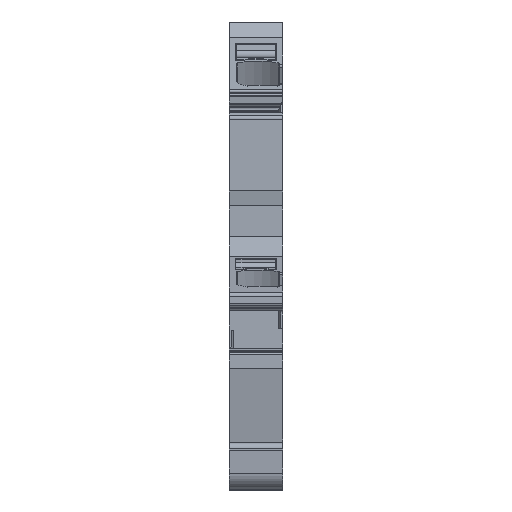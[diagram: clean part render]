
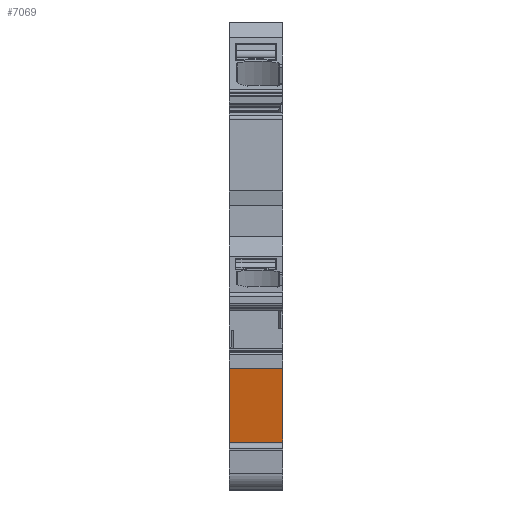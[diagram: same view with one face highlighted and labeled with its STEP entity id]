
A CAD part, front view. The second image highlights one B-rep face of the part: STEP entity #7069.
In plain terms, the highlighted planar face has unit normal (0, -0.985, -0.171).
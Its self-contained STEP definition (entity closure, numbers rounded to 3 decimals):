
#7042=AXIS2_PLACEMENT_3D('Plane Axis2P3D',#7039,#7040,#7041) ;
#7017=CARTESIAN_POINT('Vertex',(0.,1.458,13.86)) ;
#7020=CARTESIAN_POINT('Line Origine',(3.05,1.458,13.86)) ;
#7024=CARTESIAN_POINT('Vertex',(6.1,1.458,13.86)) ;
#7039=CARTESIAN_POINT('Axis2P3D Location',(3.95,1.458,13.86)) ;
#7044=CARTESIAN_POINT('Line Origine',(3.05,3.074,4.545)) ;
#7048=CARTESIAN_POINT('Vertex',(0.,3.074,4.545)) ;
#7050=CARTESIAN_POINT('Vertex',(6.1,3.074,4.545)) ;
#7053=CARTESIAN_POINT('Line Origine',(6.1,2.266,9.202)) ;
#7058=CARTESIAN_POINT('Line Origine',(0.,2.266,9.202)) ;
#7021=DIRECTION('Vector Direction',(1.,0.,0.)) ;
#7040=DIRECTION('Axis2P3D Direction',(0.,-0.985,-0.171)) ;
#7041=DIRECTION('Axis2P3D XDirection',(0.,0.171,-0.985)) ;
#7045=DIRECTION('Vector Direction',(1.,0.,0.)) ;
#7054=DIRECTION('Vector Direction',(0.,0.171,-0.985)) ;
#7059=DIRECTION('Vector Direction',(0.,0.171,-0.985)) ;
#7022=VECTOR('Line Direction',#7021,1.) ;
#7046=VECTOR('Line Direction',#7045,1.) ;
#7055=VECTOR('Line Direction',#7054,1.) ;
#7060=VECTOR('Line Direction',#7059,1.) ;
#7064=ORIENTED_EDGE('',*,*,#7052,.T.) ;
#7065=ORIENTED_EDGE('',*,*,#7057,.F.) ;
#7066=ORIENTED_EDGE('',*,*,#7026,.F.) ;
#7067=ORIENTED_EDGE('',*,*,#7062,.T.) ;
#7069=ADVANCED_FACE('MLD_AITB_4_BB_X-L',(#7068),#7043,.T.) ;
#7026=EDGE_CURVE('',#7018,#7025,#7023,.T.) ;
#7052=EDGE_CURVE('',#7049,#7051,#7047,.T.) ;
#7057=EDGE_CURVE('',#7025,#7051,#7056,.T.) ;
#7062=EDGE_CURVE('',#7018,#7049,#7061,.T.) ;
#7063=EDGE_LOOP('',(#7064,#7065,#7066,#7067)) ;
#7068=FACE_OUTER_BOUND('',#7063,.T.) ;
#7023=LINE('Line',#7020,#7022) ;
#7047=LINE('Line',#7044,#7046) ;
#7056=LINE('Line',#7053,#7055) ;
#7061=LINE('Line',#7058,#7060) ;
#7043=PLANE('',#7042) ;
#7018=VERTEX_POINT('',#7017) ;
#7025=VERTEX_POINT('',#7024) ;
#7049=VERTEX_POINT('',#7048) ;
#7051=VERTEX_POINT('',#7050) ;
